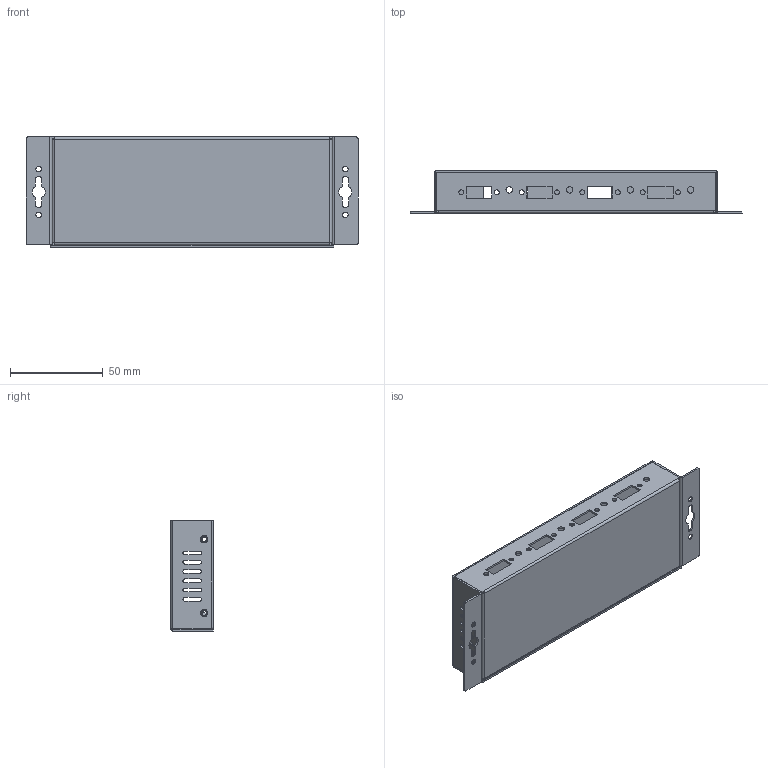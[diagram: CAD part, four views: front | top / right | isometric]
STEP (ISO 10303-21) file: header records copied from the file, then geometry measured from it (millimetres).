
FILE_DESCRIPTION(/* description */ (''),/* implementation_level */ '2;1');
FILE_NAME(/* name */ 'Assembly1.stp',/* time_stamp */ '2019-06-19T10:11:12-04:00',/* author */ ('Kieran'),/* organization */ (''),/* preprocessor_version */ 'ST-DEVELOPER v16.13',/* originating_system */ 'Autodesk Inventor 2018',/* authorisation */ '');
FILE_SCHEMA (('AUTOMOTIVE_DESIGN { 1 0 10303 214 3 1 1 }'));
Length unit declared in the file: millimetre
Products named in the file (3): Assembly1; CG-7U3DS Bottom; CG-7U3DS Top
Assembly tree (2 placements, depth 2):
  Assembly1
    CG-7U3DS Bottom
    CG-7U3DS Top
Bounding box: 179 x 22.75 x 59.35 mm (x, y, z)
Volume: 28964.3 mm3; surface area: 60038.4 mm2
Topology: 2 solids, 2 shells, 402 faces, 1090 edges, 742 vertices
Faces by surface type: plane 214, cylinder 107, bspline 69, cone 12
Full cylindrical faces by diameter (mm): 2.459 x10, 2.65 x8, 3 x8, 3.5 x5, 5.25 x4
Entity records: 14726 total; most frequent: CARTESIAN_POINT 4898, ORIENTED_EDGE 2010, DIRECTION 1811, EDGE_CURVE 1005, VERTEX_POINT 672, LINE 645, VECTOR 645, AXIS2_PLACEMENT_3D 583
